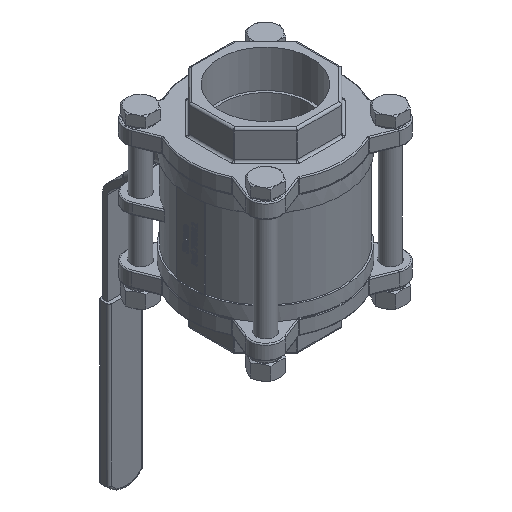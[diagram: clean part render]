
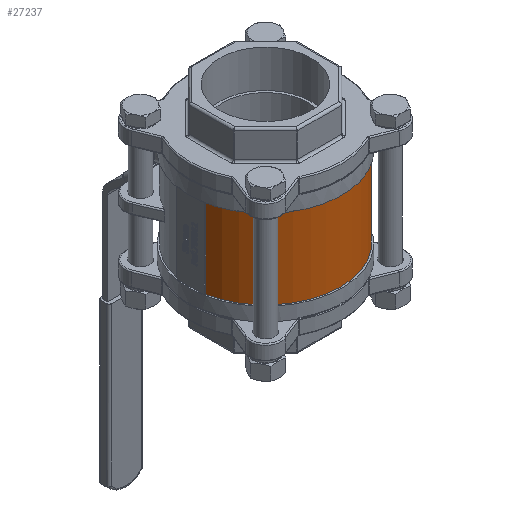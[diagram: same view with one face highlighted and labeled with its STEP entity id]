
A CAD part, isometric view. The second image highlights one B-rep face of the part: STEP entity #27237.
In plain terms, the highlighted cylindrical face has radius 70 mm (diameter 140 mm), a partial arc.
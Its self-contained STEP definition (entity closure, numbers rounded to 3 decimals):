
#4086=LINE('',#50087,#6097);
#4088=LINE('',#50092,#6099);
#6097=VECTOR('',#34643,75.);
#6099=VECTOR('',#34647,75.);
#6383=CYLINDRICAL_SURFACE('',#29082,70.);
#8170=FACE_OUTER_BOUND('',#9839,.T.);
#9839=EDGE_LOOP('',(#24175,#24176,#24177,#24178));
#10543=CIRCLE('',#29039,70.);
#10547=CIRCLE('',#29048,70.);
#12929=VERTEX_POINT('',#50083);
#12930=VERTEX_POINT('',#50085);
#12931=VERTEX_POINT('',#50089);
#12932=VERTEX_POINT('',#50091);
#16647=EDGE_CURVE('',#12929,#12930,#4086,.T.);
#16649=EDGE_CURVE('',#12932,#12931,#4088,.T.);
#16660=EDGE_CURVE('',#12929,#12931,#10543,.T.);
#16676=EDGE_CURVE('',#12932,#12930,#10547,.T.);
#24175=ORIENTED_EDGE('',*,*,#16649,.T.);
#24176=ORIENTED_EDGE('',*,*,#16660,.F.);
#24177=ORIENTED_EDGE('',*,*,#16647,.T.);
#24178=ORIENTED_EDGE('',*,*,#16676,.F.);
#27237=ADVANCED_FACE('',(#8170),#6383,.T.);
#29039=AXIS2_PLACEMENT_3D('',#50112,#34668,#34669);
#29048=AXIS2_PLACEMENT_3D('',#50188,#34692,#34693);
#29082=AXIS2_PLACEMENT_3D('',#50239,#34768,#34769);
#34643=DIRECTION('',(0.,0.,1.));
#34647=DIRECTION('',(0.,0.,-1.));
#34668=DIRECTION('center_axis',(0.,0.,-1.));
#34669=DIRECTION('ref_axis',(-1.,0.,0.));
#34692=DIRECTION('center_axis',(0.,0.,1.));
#34693=DIRECTION('ref_axis',(-1.,0.,0.));
#34768=DIRECTION('center_axis',(0.,0.,1.));
#34769=DIRECTION('ref_axis',(1.,0.,0.));
#50083=CARTESIAN_POINT('',(68.782,-13.,-37.5));
#50085=CARTESIAN_POINT('',(68.782,-13.,37.5));
#50087=CARTESIAN_POINT('',(68.782,-13.,0.));
#50089=CARTESIAN_POINT('',(-68.782,-13.,-37.5));
#50091=CARTESIAN_POINT('',(-68.782,-13.,37.5));
#50092=CARTESIAN_POINT('',(-68.782,-13.,0.));
#50112=CARTESIAN_POINT('Origin',(0.,0.,-37.5));
#50188=CARTESIAN_POINT('Origin',(0.,0.,37.5));
#50239=CARTESIAN_POINT('Origin',(0.,0.,0.));
